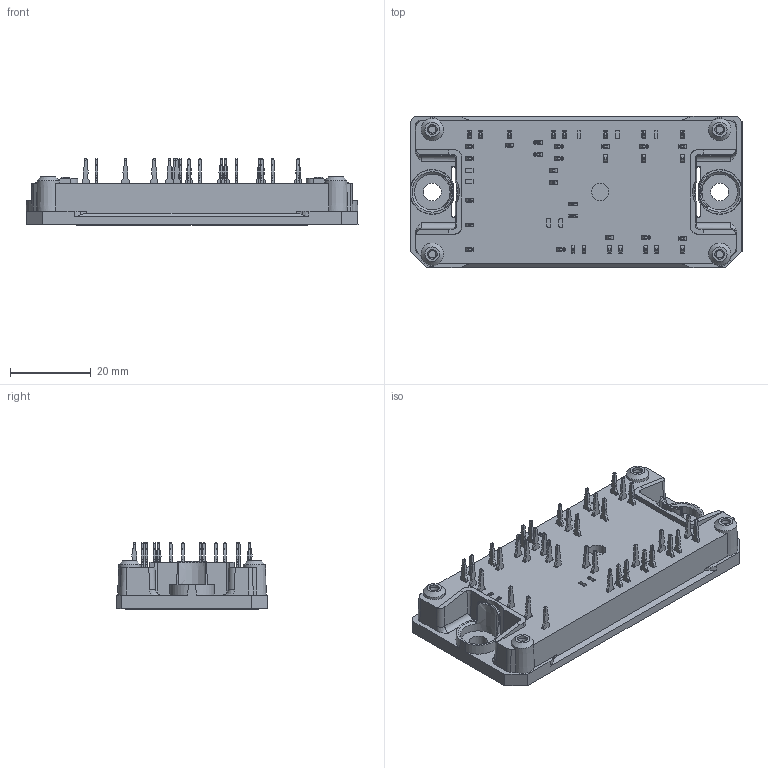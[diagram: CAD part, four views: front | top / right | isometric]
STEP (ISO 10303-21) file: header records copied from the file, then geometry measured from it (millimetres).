
FILE_DESCRIPTION(/* description */ ('Unknown'),/* implementation_level */ '2;1');
FILE_NAME(/* name */ 'Flow1-4T12TC-LH50(390)-01-OL',/* time_stamp */ '2018-10-16T14:46:10+02:00',/* author */ ('Unknown'),/* organization */ ('Unknown'),/* preprocessor_version */ 'ST-DEVELOPER v16.7',/* originating_system */ 'DEX',/* authorisation */ $);
FILE_SCHEMA (('AUTOMOTIVE_DESIGN {1 0 10303 214 3 1 1}'));
Products named in the file (1): Flow1-4T12TC-LH50-OL
Bounding box: 82 x 37.4 x 16.53 mm (x, y, z)
Volume: 13251.9 mm3; surface area: 19133.2 mm2
Topology: 2 solids, 48 shells, 2405 faces, 6108 edges, 3932 vertices
Faces by surface type: plane 1477, cylinder 681, cone 218, bspline 17, sphere 8, torus 4
Full cylindrical faces by diameter (mm): 0.5 x46, 2.4 x4, 4.3 x1, 4.4 x2
Entity records: 88640 total; most frequent: CARTESIAN_POINT 12989, DIRECTION 12366, ORIENTED_EDGE 12020, EDGE_CURVE 6010, LINE 4280, VECTOR 4280, AXIS2_PLACEMENT_3D 4043, VERTEX_POINT 3914
